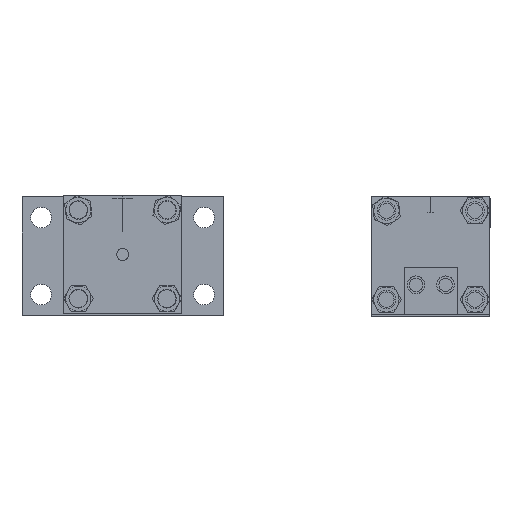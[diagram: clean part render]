
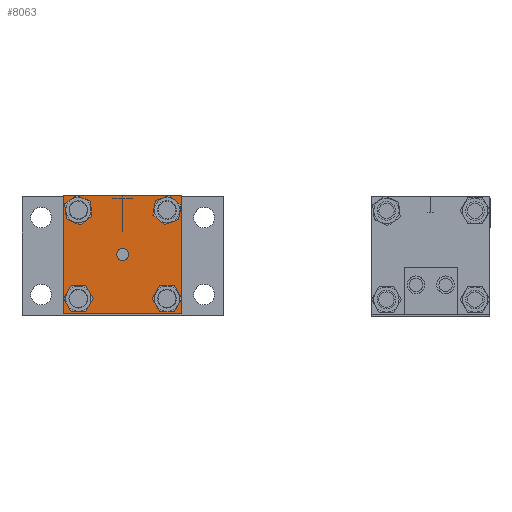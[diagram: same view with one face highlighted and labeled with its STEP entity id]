
A CAD part, top view. The second image highlights one B-rep face of the part: STEP entity #8063.
In plain terms, the highlighted planar face has unit normal (0, 0, 1).
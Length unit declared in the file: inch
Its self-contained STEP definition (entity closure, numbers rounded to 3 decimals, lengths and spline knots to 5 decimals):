
#4 = ORIENTED_EDGE ( 'NONE', *, *, #7350, .F. ) ;
#84 = AXIS2_PLACEMENT_3D ( 'NONE', #3225, #7044, #2225 ) ;
#208 = DIRECTION ( 'NONE',  ( 0., 0., 1. ) ) ;
#340 = VERTEX_POINT ( 'NONE', #3599 ) ;
#354 = DIRECTION ( 'NONE',  ( 0., -1., 0. ) ) ;
#358 = VECTOR ( 'NONE', #10905, 39.37008 ) ;
#397 = CARTESIAN_POINT ( 'NONE',  ( 5.89946, 9.57806, 0.5 ) ) ;
#497 = LINE ( 'NONE', #10944, #358 ) ;
#750 = CARTESIAN_POINT ( 'NONE',  ( 7.02246, 9.26306, 0.5 ) ) ;
#778 = EDGE_CURVE ( 'NONE', #10119, #1384, #7412, .T. ) ;
#913 = AXIS2_PLACEMENT_3D ( 'NONE', #12248, #208, #9249 ) ;
#961 = EDGE_CURVE ( 'NONE', #1384, #3621, #497, .T. ) ;
#1092 = ORIENTED_EDGE ( 'NONE', *, *, #3829, .F. ) ;
#1299 = CARTESIAN_POINT ( 'NONE',  ( 4.64946, 5.57249, 0.5 ) ) ;
#1384 = VERTEX_POINT ( 'NONE', #3563 ) ;
#1412 = ORIENTED_EDGE ( 'NONE', *, *, #4590, .F. ) ;
#1431 = CARTESIAN_POINT ( 'NONE',  ( 6.83446, 9.26306, 0.5 ) ) ;
#1466 = DIRECTION ( 'NONE',  ( 0., 0., 1. ) ) ;
#1614 = PLANE ( 'NONE',  #10999 ) ;
#1723 = ORIENTED_EDGE ( 'NONE', *, *, #8095, .F. ) ;
#1851 = CIRCLE ( 'NONE', #12954, 0.188 ) ;
#2225 = DIRECTION ( 'NONE',  ( 1., 0., 0. ) ) ;
#2257 = DIRECTION ( 'NONE',  ( 0., 0., 1. ) ) ;
#2545 = CIRCLE ( 'NONE', #8740, 0.188 ) ;
#2575 = CIRCLE ( 'NONE', #4946, 0.188 ) ;
#2814 = CARTESIAN_POINT ( 'NONE',  ( 6.02601, 8.32806, 0.5 ) ) ;
#2948 = FACE_BOUND ( 'NONE', #5786, .T. ) ;
#3112 = VERTEX_POINT ( 'NONE', #5800 ) ;
#3210 = ORIENTED_EDGE ( 'NONE', *, *, #5796, .F. ) ;
#3225 = CARTESIAN_POINT ( 'NONE',  ( 6.83446, 7.39306, 0.5 ) ) ;
#3251 = DIRECTION ( 'NONE',  ( 1., 0., 0. ) ) ;
#3262 = FACE_BOUND ( 'NONE', #9434, .T. ) ;
#3351 = CARTESIAN_POINT ( 'NONE',  ( 4.96446, 7.39306, 0.5 ) ) ;
#3391 = CARTESIAN_POINT ( 'NONE',  ( 7.14946, 9.57806, 0.5 ) ) ;
#3563 = CARTESIAN_POINT ( 'NONE',  ( 4.64946, 7.07806, 0.5 ) ) ;
#3599 = CARTESIAN_POINT ( 'NONE',  ( 5.77291, 8.32806, 0.5 ) ) ;
#3621 = VERTEX_POINT ( 'NONE', #5826 ) ;
#3629 = DIRECTION ( 'NONE',  ( 1., 0., 0. ) ) ;
#3693 = EDGE_LOOP ( 'NONE', ( #12029, #8751, #4833, #4 ) ) ;
#3724 = CIRCLE ( 'NONE', #84, 0.188 ) ;
#3829 = EDGE_CURVE ( 'NONE', #3112, #4859, #2545, .T. ) ;
#3926 = VERTEX_POINT ( 'NONE', #6256 ) ;
#4144 = EDGE_CURVE ( 'NONE', #10852, #8904, #1851, .T. ) ;
#4236 = ORIENTED_EDGE ( 'NONE', *, *, #7983, .F. ) ;
#4430 = ORIENTED_EDGE ( 'NONE', *, *, #10566, .F. ) ;
#4475 = ORIENTED_EDGE ( 'NONE', *, *, #4144, .F. ) ;
#4486 = EDGE_CURVE ( 'NONE', #10486, #5757, #3724, .T. ) ;
#4538 = DIRECTION ( 'NONE',  ( 1., 0., 0. ) ) ;
#4590 = EDGE_CURVE ( 'NONE', #4859, #3112, #9838, .T. ) ;
#4670 = FACE_BOUND ( 'NONE', #6714, .T. ) ;
#4702 = DIRECTION ( 'NONE',  ( 0., 0., 1. ) ) ;
#4792 = CIRCLE ( 'NONE', #5013, 0.188 ) ;
#4833 = ORIENTED_EDGE ( 'NONE', *, *, #961, .T. ) ;
#4859 = VERTEX_POINT ( 'NONE', #5819 ) ;
#4946 = AXIS2_PLACEMENT_3D ( 'NONE', #10417, #10554, #4538 ) ;
#4958 = CARTESIAN_POINT ( 'NONE',  ( 7.14946, 5.57249, 0.5 ) ) ;
#4961 = CARTESIAN_POINT ( 'NONE',  ( 7.02246, 7.39306, 0.5 ) ) ;
#5013 = AXIS2_PLACEMENT_3D ( 'NONE', #5056, #7046, #10193 ) ;
#5045 = DIRECTION ( 'NONE',  ( 0., -1., 0. ) ) ;
#5056 = CARTESIAN_POINT ( 'NONE',  ( 4.96446, 9.26306, 0.5 ) ) ;
#5494 = AXIS2_PLACEMENT_3D ( 'NONE', #8181, #2257, #3251 ) ;
#5565 = CARTESIAN_POINT ( 'NONE',  ( 5.15246, 9.26306, 0.5 ) ) ;
#5757 = VERTEX_POINT ( 'NONE', #6128 ) ;
#5786 = EDGE_LOOP ( 'NONE', ( #1723, #11777 ) ) ;
#5796 = EDGE_CURVE ( 'NONE', #8904, #10852, #4792, .T. ) ;
#5800 = CARTESIAN_POINT ( 'NONE',  ( 5.15246, 7.39306, 0.5 ) ) ;
#5819 = CARTESIAN_POINT ( 'NONE',  ( 4.77646, 7.39306, 0.5 ) ) ;
#5826 = CARTESIAN_POINT ( 'NONE',  ( 7.14946, 7.07806, 0.5 ) ) ;
#6128 = CARTESIAN_POINT ( 'NONE',  ( 6.64646, 7.39306, 0.5 ) ) ;
#6211 = VECTOR ( 'NONE', #12437, 39.37008 ) ;
#6256 = CARTESIAN_POINT ( 'NONE',  ( 6.64646, 9.26306, 0.5 ) ) ;
#6343 = DIRECTION ( 'NONE',  ( 1., 0., 0. ) ) ;
#6393 = CARTESIAN_POINT ( 'NONE',  ( 4.64946, 9.57806, 0.5 ) ) ;
#6649 = EDGE_CURVE ( 'NONE', #8905, #340, #12296, .T. ) ;
#6678 = CIRCLE ( 'NONE', #9888, 0.188 ) ;
#6714 = EDGE_LOOP ( 'NONE', ( #4475, #3210 ) ) ;
#7044 = DIRECTION ( 'NONE',  ( 0., 0., 1. ) ) ;
#7046 = DIRECTION ( 'NONE',  ( 0., 0., 1. ) ) ;
#7350 = EDGE_CURVE ( 'NONE', #10630, #3621, #8497, .T. ) ;
#7404 = DIRECTION ( 'NONE',  ( 0., 0., 1. ) ) ;
#7412 = LINE ( 'NONE', #1299, #12443 ) ;
#7533 = CIRCLE ( 'NONE', #913, 0.12655 ) ;
#7628 = ORIENTED_EDGE ( 'NONE', *, *, #6649, .F. ) ;
#7788 = DIRECTION ( 'NONE',  ( 1., 0., 0. ) ) ;
#7983 = EDGE_CURVE ( 'NONE', #5757, #10486, #6678, .T. ) ;
#8063 = ADVANCED_FACE ( 'NONE', ( #8891, #2948, #4670, #11113, #12355, #3262 ), #1614, .T. ) ;
#8095 = EDGE_CURVE ( 'NONE', #10331, #3926, #9688, .T. ) ;
#8181 = CARTESIAN_POINT ( 'NONE',  ( 5.89946, 8.32806, 0.5 ) ) ;
#8183 = VECTOR ( 'NONE', #5045, 39.37008 ) ;
#8219 = EDGE_CURVE ( 'NONE', #10119, #10630, #8248, .T. ) ;
#8248 = LINE ( 'NONE', #397, #6211 ) ;
#8251 = EDGE_LOOP ( 'NONE', ( #1092, #1412 ) ) ;
#8412 = DIRECTION ( 'NONE',  ( 0., 0., 1. ) ) ;
#8497 = LINE ( 'NONE', #4958, #8183 ) ;
#8585 = DIRECTION ( 'NONE',  ( 1., 0., 0. ) ) ;
#8740 = AXIS2_PLACEMENT_3D ( 'NONE', #9087, #12130, #12045 ) ;
#8751 = ORIENTED_EDGE ( 'NONE', *, *, #778, .T. ) ;
#8891 = FACE_BOUND ( 'NONE', #12799, .T. ) ;
#8904 = VERTEX_POINT ( 'NONE', #11591 ) ;
#8905 = VERTEX_POINT ( 'NONE', #2814 ) ;
#8928 = ORIENTED_EDGE ( 'NONE', *, *, #4486, .F. ) ;
#9087 = CARTESIAN_POINT ( 'NONE',  ( 4.96446, 7.39306, 0.5 ) ) ;
#9249 = DIRECTION ( 'NONE',  ( 1., 0., 0. ) ) ;
#9434 = EDGE_LOOP ( 'NONE', ( #4430, #7628 ) ) ;
#9585 = DIRECTION ( 'NONE',  ( 1., 0., 0. ) ) ;
#9688 = CIRCLE ( 'NONE', #11170, 0.188 ) ;
#9740 = CARTESIAN_POINT ( 'NONE',  ( 4.96446, 9.26306, 0.5 ) ) ;
#9838 = CIRCLE ( 'NONE', #10200, 0.188 ) ;
#9888 = AXIS2_PLACEMENT_3D ( 'NONE', #10606, #8412, #3629 ) ;
#10119 = VERTEX_POINT ( 'NONE', #6393 ) ;
#10186 = EDGE_CURVE ( 'NONE', #3926, #10331, #2575, .T. ) ;
#10193 = DIRECTION ( 'NONE',  ( 1., 0., 0. ) ) ;
#10200 = AXIS2_PLACEMENT_3D ( 'NONE', #3351, #1466, #6343 ) ;
#10331 = VERTEX_POINT ( 'NONE', #750 ) ;
#10417 = CARTESIAN_POINT ( 'NONE',  ( 6.83446, 9.26306, 0.5 ) ) ;
#10486 = VERTEX_POINT ( 'NONE', #4961 ) ;
#10554 = DIRECTION ( 'NONE',  ( 0., 0., 1. ) ) ;
#10566 = EDGE_CURVE ( 'NONE', #340, #8905, #7533, .T. ) ;
#10606 = CARTESIAN_POINT ( 'NONE',  ( 6.83446, 7.39306, 0.5 ) ) ;
#10630 = VERTEX_POINT ( 'NONE', #3391 ) ;
#10695 = CARTESIAN_POINT ( 'NONE',  ( 5.89946, 5.57249, 0.5 ) ) ;
#10852 = VERTEX_POINT ( 'NONE', #5565 ) ;
#10905 = DIRECTION ( 'NONE',  ( 1., 0., 0. ) ) ;
#10944 = CARTESIAN_POINT ( 'NONE',  ( 5.89946, 7.07806, 0.5 ) ) ;
#10999 = AXIS2_PLACEMENT_3D ( 'NONE', #10695, #11686, #8585 ) ;
#11113 = FACE_BOUND ( 'NONE', #8251, .T. ) ;
#11170 = AXIS2_PLACEMENT_3D ( 'NONE', #1431, #7404, #9585 ) ;
#11591 = CARTESIAN_POINT ( 'NONE',  ( 4.77646, 9.26306, 0.5 ) ) ;
#11686 = DIRECTION ( 'NONE',  ( 0., 0., 1. ) ) ;
#11777 = ORIENTED_EDGE ( 'NONE', *, *, #10186, .F. ) ;
#12029 = ORIENTED_EDGE ( 'NONE', *, *, #8219, .F. ) ;
#12045 = DIRECTION ( 'NONE',  ( 1., 0., 0. ) ) ;
#12130 = DIRECTION ( 'NONE',  ( 0., 0., 1. ) ) ;
#12248 = CARTESIAN_POINT ( 'NONE',  ( 5.89946, 8.32806, 0.5 ) ) ;
#12296 = CIRCLE ( 'NONE', #5494, 0.12655 ) ;
#12355 = FACE_OUTER_BOUND ( 'NONE', #3693, .T. ) ;
#12437 = DIRECTION ( 'NONE',  ( 1., 0., 0. ) ) ;
#12443 = VECTOR ( 'NONE', #354, 39.37008 ) ;
#12799 = EDGE_LOOP ( 'NONE', ( #8928, #4236 ) ) ;
#12954 = AXIS2_PLACEMENT_3D ( 'NONE', #9740, #4702, #7788 ) ;
